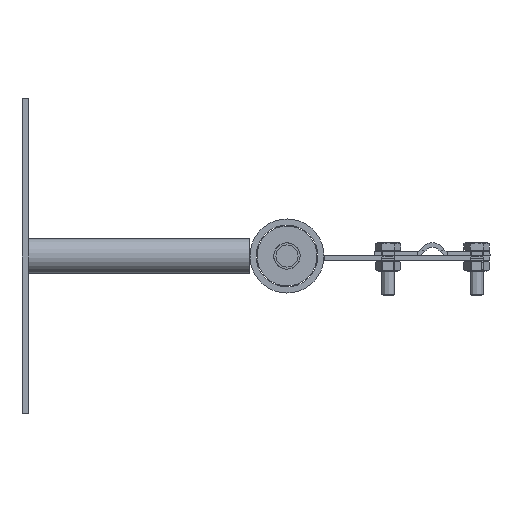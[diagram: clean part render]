
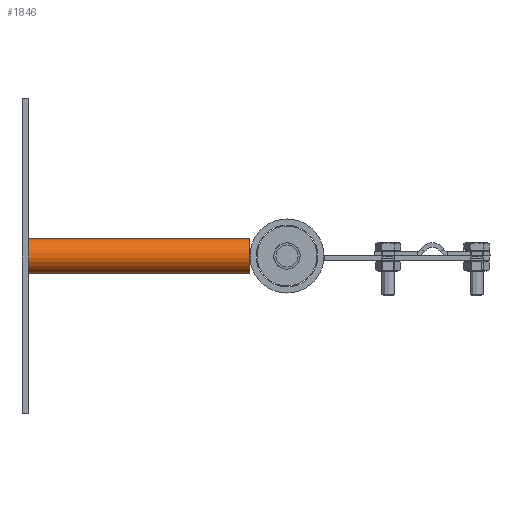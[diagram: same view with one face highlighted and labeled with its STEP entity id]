
A CAD part, front view. The second image highlights one B-rep face of the part: STEP entity #1846.
In plain terms, the highlighted cylindrical face has radius 8 mm (diameter 16 mm), a full revolution.
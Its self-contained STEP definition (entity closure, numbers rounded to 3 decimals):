
#301=CYLINDRICAL_SURFACE('',#2290,8.);
#408=FACE_OUTER_BOUND('',#556,.T.);
#556=EDGE_LOOP('',(#1702,#1703,#1704,#1705));
#680=LINE('',#3452,#796);
#796=VECTOR('',#2831,8.);
#873=CIRCLE('',#2291,8.);
#874=CIRCLE('',#2292,8.);
#1019=VERTEX_POINT('',#3449);
#1020=VERTEX_POINT('',#3451);
#1248=EDGE_CURVE('',#1019,#1019,#873,.T.);
#1249=EDGE_CURVE('',#1019,#1020,#680,.T.);
#1250=EDGE_CURVE('',#1020,#1020,#874,.T.);
#1702=ORIENTED_EDGE('',*,*,#1248,.F.);
#1703=ORIENTED_EDGE('',*,*,#1249,.T.);
#1704=ORIENTED_EDGE('',*,*,#1250,.T.);
#1705=ORIENTED_EDGE('',*,*,#1249,.F.);
#1846=ADVANCED_FACE('',(#408),#301,.T.);
#2290=AXIS2_PLACEMENT_3D('',#3448,#2827,#2828);
#2291=AXIS2_PLACEMENT_3D('',#3450,#2829,#2830);
#2292=AXIS2_PLACEMENT_3D('',#3453,#2832,#2833);
#2827=DIRECTION('center_axis',(0.,0.,1.));
#2828=DIRECTION('ref_axis',(1.,0.,0.));
#2829=DIRECTION('center_axis',(0.,0.,1.));
#2830=DIRECTION('ref_axis',(1.,0.,0.));
#2831=DIRECTION('',(0.,0.,-1.));
#2832=DIRECTION('center_axis',(0.,0.,1.));
#2833=DIRECTION('ref_axis',(1.,0.,0.));
#3448=CARTESIAN_POINT('Origin',(0.,0.,0.));
#3449=CARTESIAN_POINT('',(-8.,0.,100.));
#3450=CARTESIAN_POINT('Origin',(0.,0.,100.));
#3451=CARTESIAN_POINT('',(-8.,0.,0.));
#3452=CARTESIAN_POINT('',(-8.,0.,0.));
#3453=CARTESIAN_POINT('Origin',(0.,0.,0.));
